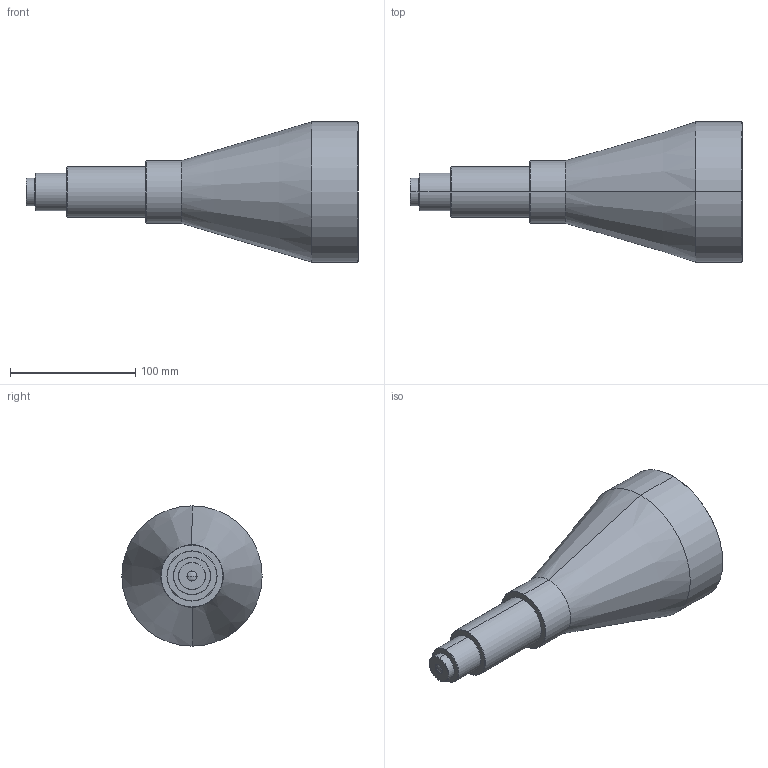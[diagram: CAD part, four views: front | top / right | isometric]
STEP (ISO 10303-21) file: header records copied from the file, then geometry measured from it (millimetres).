
FILE_DESCRIPTION (( 'STEP AP214' ), '1' );
FILE_NAME ('450018.STEP', '2025-10-27T09:24:59', ( '' ), ( '' ), 'SwSTEP 2.0', 'SolidWorks 2020', '' );
FILE_SCHEMA (( 'AUTOMOTIVE_DESIGN' ));
Length unit declared in the file: millimetre
Products named in the file (1): 450018
Bounding box: 265.12 x 112 x 112 mm (x, y, z)
Volume: 378454.8 mm3; surface area: 115707.1 mm2
Topology: 1 solids, 2 shells, 46 faces, 92 edges, 56 vertices
Faces by surface type: cylinder 20, cone 14, plane 8, sphere 4
Entity records: 1238 total; most frequent: DIRECTION 244, CARTESIAN_POINT 195, ORIENTED_EDGE 184, AXIS2_PLACEMENT_3D 105, EDGE_CURVE 92, CIRCLE 58, VERTEX_POINT 56, EDGE_LOOP 52
